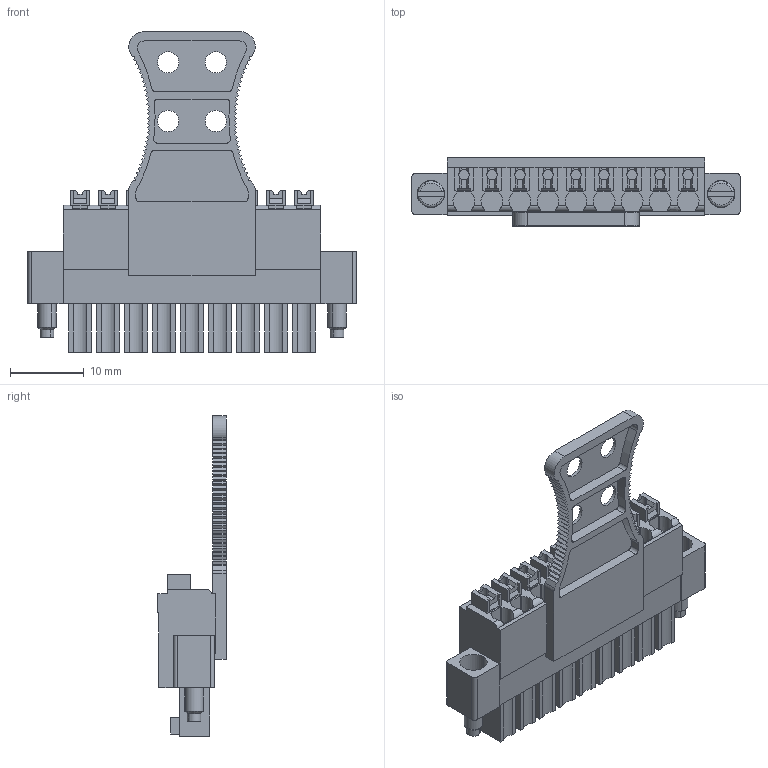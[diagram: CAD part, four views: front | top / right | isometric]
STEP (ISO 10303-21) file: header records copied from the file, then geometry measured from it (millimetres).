
FILE_DESCRIPTION(('CATIA V5 STEP Exchange','CAx-IF Rec.Pracs.--- Model Styling and Organization---1.2---2011-12-15'),'2;1');
FILE_NAME ('D1450040_0', '2018-09-11T12:52:17+00:00', ('none'), ('Weidmueller'), 'CATIA Version 5-6 Release 2014', 'CATIA V5 STEP AP214', 'none');
FILE_SCHEMA(('AUTOMOTIVE_DESIGN { 1 0 10303 214 1 1 1 1 }'));
Length unit declared in the file: millimetre
Products named in the file (1): 1236010000
Bounding box: 44.68 x 9.3 x 43.6 mm (x, y, z)
Volume: 5046.8 mm3; surface area: 5258.9 mm2
Topology: 13 solids, 13 shells, 695 faces, 1873 edges, 1240 vertices
Faces by surface type: plane 544, cylinder 113, cone 26, torus 12
Entity records: 20071 total; most frequent: CARTESIAN_POINT 3855, ORIENTED_EDGE 3746, DIRECTION 2612, EDGE_CURVE 1873, VECTOR 1458, LINE 1458, VERTEX_POINT 1240, AXIS2_PLACEMENT_3D 749
